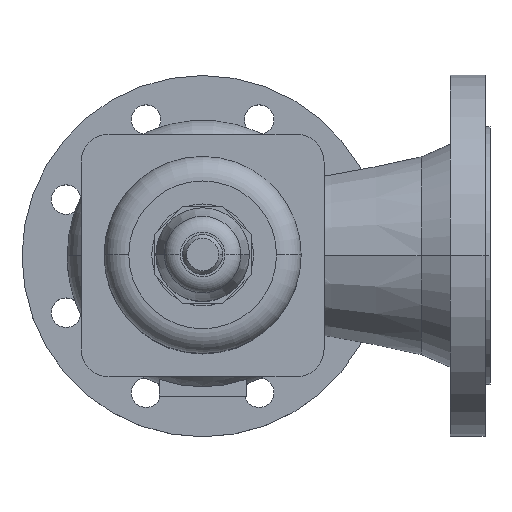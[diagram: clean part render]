
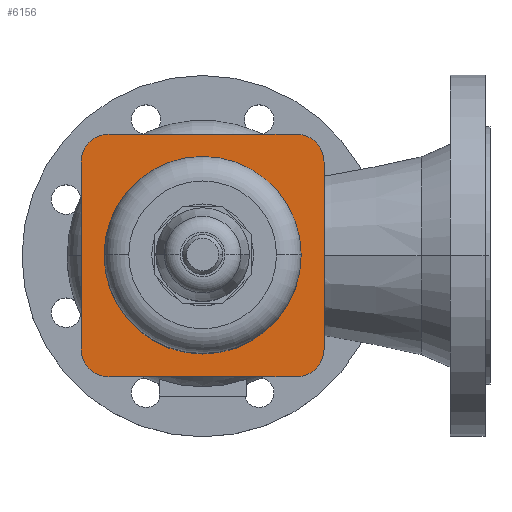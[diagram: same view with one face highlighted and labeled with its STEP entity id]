
A CAD part, top view. The second image highlights one B-rep face of the part: STEP entity #6156.
In plain terms, the highlighted planar face has unit normal (0, 0, 1).
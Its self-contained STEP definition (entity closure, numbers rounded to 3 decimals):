
#5960=CARTESIAN_POINT('',(56.922,73.922,268.68));
#5961=VERTEX_POINT('',#5960);
#5968=CARTESIAN_POINT('',(73.922,56.922,268.68));
#5969=VERTEX_POINT('',#5968);
#5970=CARTESIAN_POINT('',(56.922,56.922,268.68));
#5971=DIRECTION('',(0.,-0.,1.));
#5972=DIRECTION('',(1.,0.,0.));
#5973=AXIS2_PLACEMENT_3D('',#5970,#5971,#5972);
#5974=CIRCLE('',#5973,17.);
#5975=EDGE_CURVE('',#5969,#5961,#5974,.T.);
#5993=CARTESIAN_POINT('',(73.922,-56.922,268.68));
#5994=VERTEX_POINT('',#5993);
#5995=CARTESIAN_POINT('',(73.922,-56.922,268.68));
#5996=DIRECTION('',(-0.,1.,0.));
#5997=VECTOR('',#5996,113.844);
#5998=LINE('',#5995,#5997);
#5999=EDGE_CURVE('',#5994,#5969,#5998,.T.);
#6017=CARTESIAN_POINT('',(56.922,-73.922,268.68));
#6018=VERTEX_POINT('',#6017);
#6019=CARTESIAN_POINT('',(56.922,-56.922,268.68));
#6020=DIRECTION('',(-0.,-0.,1.));
#6021=DIRECTION('',(-0.,-1.,-0.));
#6022=AXIS2_PLACEMENT_3D('',#6019,#6020,#6021);
#6023=CIRCLE('',#6022,17.);
#6024=EDGE_CURVE('',#6018,#5994,#6023,.T.);
#6042=CARTESIAN_POINT('',(-56.922,-73.922,268.68));
#6043=VERTEX_POINT('',#6042);
#6044=CARTESIAN_POINT('',(-56.922,-73.922,268.68));
#6045=DIRECTION('',(1.,-0.,-0.));
#6046=VECTOR('',#6045,113.844);
#6047=LINE('',#6044,#6046);
#6048=EDGE_CURVE('',#6043,#6018,#6047,.T.);
#6066=CARTESIAN_POINT('',(-73.922,-56.922,268.68));
#6067=VERTEX_POINT('',#6066);
#6068=CARTESIAN_POINT('',(-56.922,-56.922,268.68));
#6069=DIRECTION('',(-0.,-0.,1.));
#6070=DIRECTION('',(-1.,-0.,-0.));
#6071=AXIS2_PLACEMENT_3D('',#6068,#6069,#6070);
#6072=CIRCLE('',#6071,17.);
#6073=EDGE_CURVE('',#6067,#6043,#6072,.T.);
#6090=CARTESIAN_POINT('',(-56.922,73.922,268.68));
#6091=VERTEX_POINT('',#6090);
#6098=CARTESIAN_POINT('',(56.922,73.922,268.68));
#6099=DIRECTION('',(-1.,-0.,-0.));
#6100=VECTOR('',#6099,113.844);
#6101=LINE('',#6098,#6100);
#6102=EDGE_CURVE('',#5961,#6091,#6101,.T.);
#6108=CARTESIAN_POINT('',(79.25,-0.,268.68));
#6109=DIRECTION('',(0.,-0.,1.));
#6110=DIRECTION('',(1.,0.,-0.));
#6111=AXIS2_PLACEMENT_3D('',#6108,#6109,#6110);
#6112=PLANE('',#6111);
#6113=ORIENTED_EDGE('',*,*,#6073,.T.);
#6114=ORIENTED_EDGE('',*,*,#6048,.T.);
#6115=ORIENTED_EDGE('',*,*,#6024,.T.);
#6116=ORIENTED_EDGE('',*,*,#5999,.T.);
#6117=ORIENTED_EDGE('',*,*,#5975,.T.);
#6118=ORIENTED_EDGE('',*,*,#6102,.T.);
#6119=CARTESIAN_POINT('',(-73.922,56.922,268.68));
#6120=VERTEX_POINT('',#6119);
#6121=CARTESIAN_POINT('',(-56.922,56.922,268.68));
#6122=DIRECTION('',(-0.,-0.,1.));
#6123=DIRECTION('',(0.,1.,0.));
#6124=AXIS2_PLACEMENT_3D('',#6121,#6122,#6123);
#6125=CIRCLE('',#6124,17.);
#6126=EDGE_CURVE('',#6091,#6120,#6125,.T.);
#6127=ORIENTED_EDGE('',*,*,#6126,.T.);
#6128=CARTESIAN_POINT('',(-73.922,56.922,268.68));
#6129=DIRECTION('',(0.,-1.,-0.));
#6130=VECTOR('',#6129,113.844);
#6131=LINE('',#6128,#6130);
#6132=EDGE_CURVE('',#6120,#6067,#6131,.T.);
#6133=ORIENTED_EDGE('',*,*,#6132,.T.);
#6134=EDGE_LOOP('',(#6113,#6114,#6115,#6116,#6117,#6118,#6127,#6133));
#6135=FACE_BOUND('',#6134,.T.);
#6136=CARTESIAN_POINT('',(60.,-0.,268.68));
#6137=VERTEX_POINT('',#6136);
#6138=CARTESIAN_POINT('',(-60.,-0.,268.68));
#6139=VERTEX_POINT('',#6138);
#6140=CARTESIAN_POINT('',(0.,-0.,268.68));
#6141=DIRECTION('',(-0.,-0.,1.));
#6142=DIRECTION('',(1.,0.,0.));
#6143=AXIS2_PLACEMENT_3D('',#6140,#6141,#6142);
#6144=CIRCLE('',#6143,60.);
#6145=EDGE_CURVE('',#6137,#6139,#6144,.T.);
#6146=ORIENTED_EDGE('',*,*,#6145,.F.);
#6147=CARTESIAN_POINT('',(0.,-0.,268.68));
#6148=DIRECTION('',(-0.,-0.,1.));
#6149=DIRECTION('',(1.,0.,0.));
#6150=AXIS2_PLACEMENT_3D('',#6147,#6148,#6149);
#6151=CIRCLE('',#6150,60.);
#6152=EDGE_CURVE('',#6139,#6137,#6151,.T.);
#6153=ORIENTED_EDGE('',*,*,#6152,.F.);
#6154=EDGE_LOOP('',(#6146,#6153));
#6155=FACE_BOUND('',#6154,.T.);
#6156=ADVANCED_FACE('',(#6135,#6155),#6112,.T.);
